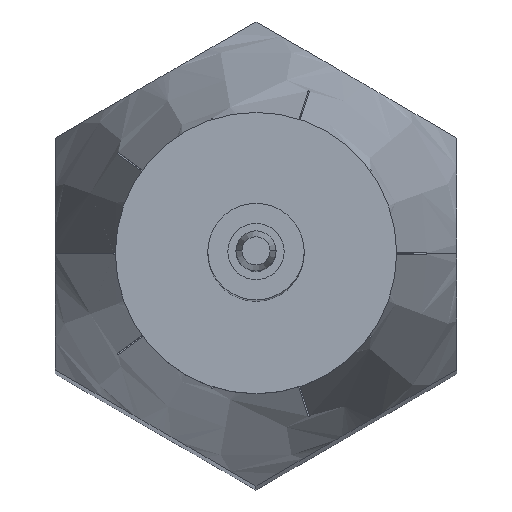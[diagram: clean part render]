
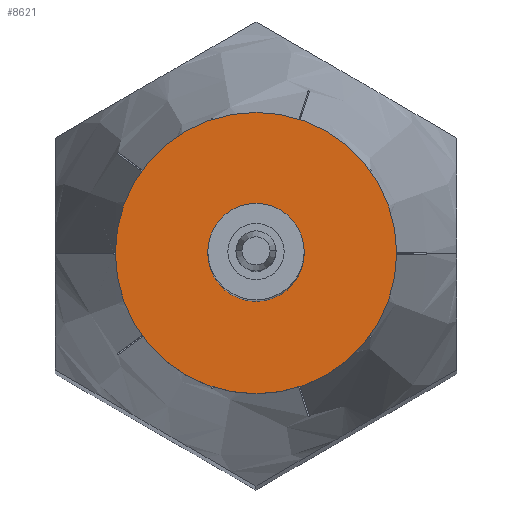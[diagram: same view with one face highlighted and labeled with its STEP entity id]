
A CAD part, top view. The second image highlights one B-rep face of the part: STEP entity #8621.
In plain terms, the highlighted planar face has unit normal (0, 0, 1).
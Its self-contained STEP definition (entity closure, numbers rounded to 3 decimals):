
#205 = CIRCLE ( 'NONE', #13663, 3.5 ) ;
#401 = VERTEX_POINT ( 'NONE', #7835 ) ;
#436 = DIRECTION ( 'NONE',  ( 0., 0., -1. ) ) ;
#983 = CARTESIAN_POINT ( 'NONE',  ( 0., 0., 3.6 ) ) ;
#1057 = DIRECTION ( 'NONE',  ( 0., 0., 1. ) ) ;
#1756 = DIRECTION ( 'NONE',  ( 1., 0., 0. ) ) ;
#1851 = CARTESIAN_POINT ( 'NONE',  ( 1.2, 0., 3.6 ) ) ;
#1965 = EDGE_CURVE ( 'Defeature ausgef�hrt3_353+Defeature ausgef�hrt3_354+Defeature ausgef�hrt3_354+Defeature ausgef�hrt3_354', #401, #8665, #8710, .T. ) ;
#2432 = AXIS2_PLACEMENT_3D ( 'NONE', #13276, #436, #3670 ) ;
#2860 = CARTESIAN_POINT ( 'NONE',  ( 0., 0., 3.6 ) ) ;
#2955 = DIRECTION ( 'NONE',  ( 1., 0., 0. ) ) ;
#3296 = AXIS2_PLACEMENT_3D ( 'NONE', #983, #6182, #2955 ) ;
#3670 = DIRECTION ( 'NONE',  ( -1., 0., 0. ) ) ;
#4076 = CARTESIAN_POINT ( 'NONE',  ( 0., 0., 3.6 ) ) ;
#4400 = EDGE_CURVE ( 'Defeature ausgef�hrt3_359+Defeature ausgef�hrt3_353+Defeature ausgef�hrt3_353+Defeature ausgef�hrt3_353', #13050, #13461, #9345, .T. ) ;
#4937 = CARTESIAN_POINT ( 'NONE',  ( -1.2, 0., 3.6 ) ) ;
#5930 = EDGE_LOOP ( 'NONE', ( #12114, #13793 ) ) ;
#6182 = DIRECTION ( 'NONE',  ( 0., 0., 1. ) ) ;
#6820 = PLANE ( 'NONE',  #2432 ) ;
#6867 = CARTESIAN_POINT ( 'NONE',  ( 0., 0., 3.6 ) ) ;
#6881 = FACE_BOUND ( 'NONE', #13696, .T. ) ;
#7835 = CARTESIAN_POINT ( 'NONE',  ( -3.5, 0., 3.6 ) ) ;
#7958 = DIRECTION ( 'NONE',  ( 1., 0., 0. ) ) ;
#8044 = CIRCLE ( 'NONE', #9836, 1.2 ) ;
#8128 = EDGE_CURVE ( 'Defeature ausgef�hrt3_359+Defeature ausgef�hrt3_353+Defeature ausgef�hrt3_353+Defeature ausgef�hrt3_353', #13461, #13050, #8044, .T. ) ;
#8275 = DIRECTION ( 'NONE',  ( 1., 0., 0. ) ) ;
#8621 = ADVANCED_FACE ( 'Defeature ausgef�hrt3_353', ( #6881, #9010 ), #6820, .F. ) ;
#8665 = VERTEX_POINT ( 'NONE', #9362 ) ;
#8710 = CIRCLE ( 'NONE', #8934, 3.5 ) ;
#8934 = AXIS2_PLACEMENT_3D ( 'NONE', #4076, #1057, #8275 ) ;
#8966 = EDGE_CURVE ( 'Defeature ausgef�hrt3_353+Defeature ausgef�hrt3_354+Defeature ausgef�hrt3_354+Defeature ausgef�hrt3_354', #8665, #401, #205, .T. ) ;
#9010 = FACE_OUTER_BOUND ( 'NONE', #5930, .T. ) ;
#9345 = CIRCLE ( 'NONE', #3296, 1.2 ) ;
#9362 = CARTESIAN_POINT ( 'NONE',  ( 3.5, 0., 3.6 ) ) ;
#9731 = ORIENTED_EDGE ( 'NONE', *, *, #8128, .F. ) ;
#9836 = AXIS2_PLACEMENT_3D ( 'NONE', #2860, #9997, #7958 ) ;
#9997 = DIRECTION ( 'NONE',  ( 0., 0., 1. ) ) ;
#12114 = ORIENTED_EDGE ( 'NONE', *, *, #8966, .T. ) ;
#12566 = DIRECTION ( 'NONE',  ( 0., 0., 1. ) ) ;
#12705 = ORIENTED_EDGE ( 'NONE', *, *, #4400, .F. ) ;
#13050 = VERTEX_POINT ( 'NONE', #1851 ) ;
#13276 = CARTESIAN_POINT ( 'NONE',  ( 0., 1.2, 3.6 ) ) ;
#13461 = VERTEX_POINT ( 'NONE', #4937 ) ;
#13663 = AXIS2_PLACEMENT_3D ( 'NONE', #6867, #12566, #1756 ) ;
#13696 = EDGE_LOOP ( 'NONE', ( #12705, #9731 ) ) ;
#13793 = ORIENTED_EDGE ( 'NONE', *, *, #1965, .T. ) ;
